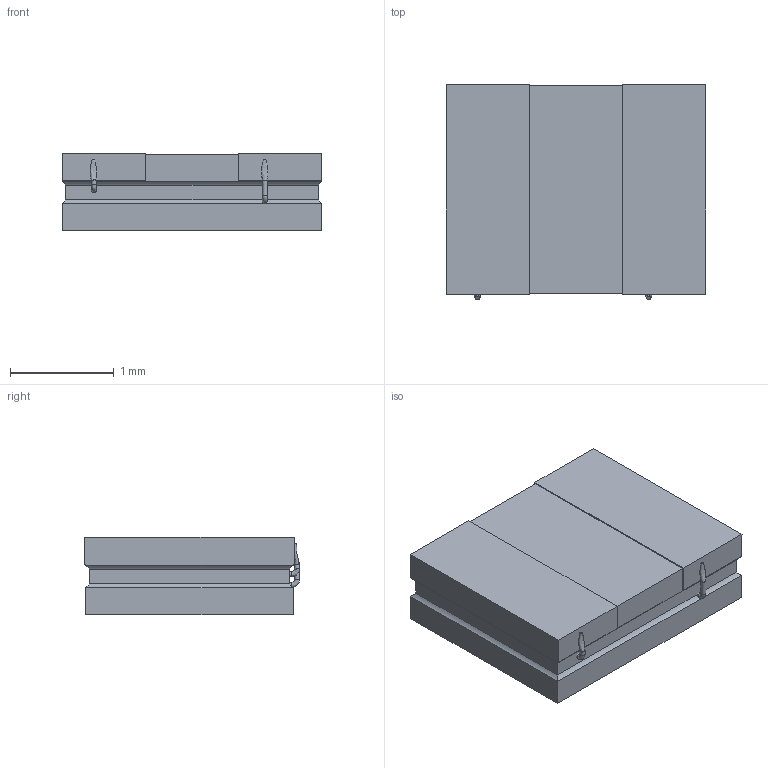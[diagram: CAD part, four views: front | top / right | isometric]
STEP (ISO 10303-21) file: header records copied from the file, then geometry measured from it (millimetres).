
FILE_DESCRIPTION(/* description */ ('Unknown'),/* implementation_level */ '2;1');
FILE_NAME(/* name */ 'HPC252008',/* time_stamp */ '2017-08-17T13:29:00+08:00',/* author */ ('Unknown'),/* organization */ ('Unknown'),/* preprocessor_version */ 'ST-DEVELOPER v16.7',/* originating_system */ 'DEX',/* authorisation */ $);
FILE_SCHEMA (('AUTOMOTIVE_DESIGN {1 0 10303 214 3 1 1}'));
Length unit declared in the file: centimetre
Products named in the file (1): 線圈0.05x15TS-1.3x0.2-
Bounding box: 2.5 x 2.07 x 0.75 mm (x, y, z)
Volume: 3.5 mm3; surface area: 41.4 mm2
Topology: 2 solids, 2 shells, 65 faces, 192 edges, 133 vertices
Faces by surface type: plane 38, bspline 11, cylinder 11, torus 5
Full cylindrical faces by diameter (mm): 0.048 x2, 1.3 x1
Entity records: 3910 total; most frequent: CARTESIAN_POINT 1886, ORIENTED_EDGE 334, DIRECTION 315, EDGE_CURVE 167, VERTEX_POINT 127, EDGE_LOOP 108, FACE_BOUND 108, AXIS2_PLACEMENT_3D 107
